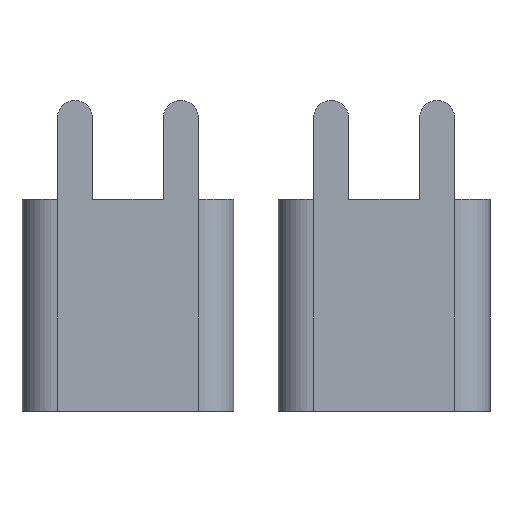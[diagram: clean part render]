
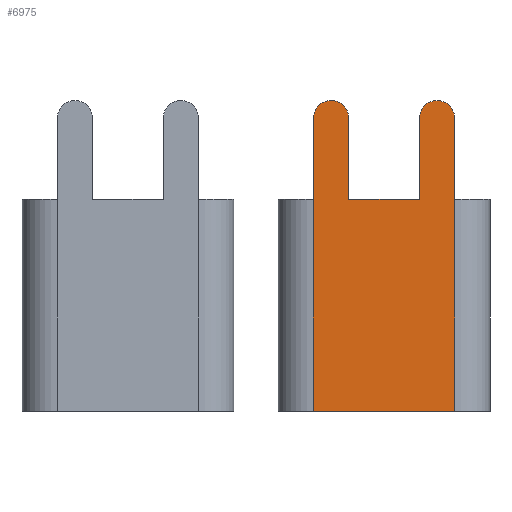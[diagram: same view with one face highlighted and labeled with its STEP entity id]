
A CAD part, left-side view. The second image highlights one B-rep face of the part: STEP entity #6975.
In plain terms, the highlighted planar face has unit normal (-1, 0, 0).
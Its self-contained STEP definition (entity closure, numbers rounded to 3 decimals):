
#72=PLANE('',#7314);
#277=FACE_OUTER_BOUND('',#595,.T.);
#595=EDGE_LOOP('',(#4654,#4655,#4656,#4657,#4658,#4659,#4660,#4661,#4662,
#4663,#4664,#4665));
#917=LINE('',#9947,#1713);
#918=LINE('',#9949,#1714);
#919=LINE('',#9950,#1715);
#920=LINE('',#9954,#1716);
#921=LINE('',#9956,#1717);
#922=LINE('',#9958,#1718);
#923=LINE('',#9960,#1719);
#924=LINE('',#9961,#1720);
#1713=VECTOR('',#7940,10.);
#1714=VECTOR('',#7941,10.);
#1715=VECTOR('',#7942,10.);
#1716=VECTOR('',#7945,10.);
#1717=VECTOR('',#7946,10.);
#1718=VECTOR('',#7947,10.);
#1719=VECTOR('',#7948,10.);
#1720=VECTOR('',#7949,10.);
#2501=CIRCLE('',#7305,5.);
#2504=CIRCLE('',#7310,5.);
#2506=CIRCLE('',#7313,5.);
#2507=CIRCLE('',#7315,5.);
#2787=VERTEX_POINT('',#9916);
#2788=VERTEX_POINT('',#9917);
#2794=VERTEX_POINT('',#9933);
#2797=VERTEX_POINT('',#9940);
#2798=VERTEX_POINT('',#9942);
#2799=VERTEX_POINT('',#9946);
#2800=VERTEX_POINT('',#9948);
#2801=VERTEX_POINT('',#9951);
#2802=VERTEX_POINT('',#9953);
#2803=VERTEX_POINT('',#9955);
#2804=VERTEX_POINT('',#9957);
#2805=VERTEX_POINT('',#9959);
#3519=EDGE_CURVE('',#2787,#2788,#2501,.T.);
#3527=EDGE_CURVE('',#2788,#2794,#2504,.T.);
#3531=EDGE_CURVE('',#2797,#2798,#2506,.T.);
#3533=EDGE_CURVE('',#2799,#2787,#917,.T.);
#3534=EDGE_CURVE('',#2800,#2799,#918,.T.);
#3535=EDGE_CURVE('',#2800,#2798,#919,.T.);
#3536=EDGE_CURVE('',#2801,#2797,#2507,.T.);
#3537=EDGE_CURVE('',#2802,#2801,#920,.T.);
#3538=EDGE_CURVE('',#2803,#2802,#921,.T.);
#3539=EDGE_CURVE('',#2803,#2804,#922,.T.);
#3540=EDGE_CURVE('',#2805,#2804,#923,.T.);
#3541=EDGE_CURVE('',#2805,#2794,#924,.T.);
#4654=ORIENTED_EDGE('',*,*,#3519,.F.);
#4655=ORIENTED_EDGE('',*,*,#3533,.F.);
#4656=ORIENTED_EDGE('',*,*,#3534,.F.);
#4657=ORIENTED_EDGE('',*,*,#3535,.T.);
#4658=ORIENTED_EDGE('',*,*,#3531,.F.);
#4659=ORIENTED_EDGE('',*,*,#3536,.F.);
#4660=ORIENTED_EDGE('',*,*,#3537,.F.);
#4661=ORIENTED_EDGE('',*,*,#3538,.F.);
#4662=ORIENTED_EDGE('',*,*,#3539,.T.);
#4663=ORIENTED_EDGE('',*,*,#3540,.F.);
#4664=ORIENTED_EDGE('',*,*,#3541,.T.);
#4665=ORIENTED_EDGE('',*,*,#3527,.F.);
#6975=ADVANCED_FACE('',(#277),#72,.T.);
#7305=AXIS2_PLACEMENT_3D('',#9918,#7912,#7913);
#7310=AXIS2_PLACEMENT_3D('',#9934,#7927,#7928);
#7313=AXIS2_PLACEMENT_3D('',#9943,#7935,#7936);
#7314=AXIS2_PLACEMENT_3D('',#9945,#7938,#7939);
#7315=AXIS2_PLACEMENT_3D('',#9952,#7943,#7944);
#7912=DIRECTION('center_axis',(1.,0.,0.));
#7913=DIRECTION('ref_axis',(0.,0.707,0.707));
#7927=DIRECTION('center_axis',(1.,0.,0.));
#7928=DIRECTION('ref_axis',(0.,-0.707,0.707));
#7935=DIRECTION('center_axis',(1.,0.,0.));
#7936=DIRECTION('ref_axis',(0.,-0.707,0.707));
#7938=DIRECTION('center_axis',(-1.,0.,0.));
#7939=DIRECTION('ref_axis',(0.,-1.,0.));
#7940=DIRECTION('',(0.,0.,1.));
#7941=DIRECTION('',(0.,-1.,0.));
#7942=DIRECTION('',(0.,0.,1.));
#7943=DIRECTION('center_axis',(1.,0.,0.));
#7944=DIRECTION('ref_axis',(0.,0.707,0.707));
#7945=DIRECTION('',(0.,0.,1.));
#7946=DIRECTION('',(0.,0.,1.));
#7947=DIRECTION('',(0.,-1.,0.));
#7948=DIRECTION('',(0.,0.,-1.));
#7949=DIRECTION('',(0.,0.,1.));
#9916=CARTESIAN_POINT('',(0.,20.,83.));
#9917=CARTESIAN_POINT('',(0.,15.,88.));
#9918=CARTESIAN_POINT('Origin',(0.,15.,83.));
#9933=CARTESIAN_POINT('',(0.,10.,83.));
#9934=CARTESIAN_POINT('Origin',(0.,15.,83.));
#9940=CARTESIAN_POINT('',(0.,45.,88.));
#9942=CARTESIAN_POINT('',(0.,40.,83.));
#9943=CARTESIAN_POINT('Origin',(0.,45.,83.));
#9945=CARTESIAN_POINT('Origin',(0.,20.,78.));
#9946=CARTESIAN_POINT('',(0.,20.,60.));
#9947=CARTESIAN_POINT('',(0.,20.,78.));
#9948=CARTESIAN_POINT('',(0.,40.,60.));
#9949=CARTESIAN_POINT('',(0.,60.,60.));
#9950=CARTESIAN_POINT('',(0.,40.,60.));
#9951=CARTESIAN_POINT('',(0.,50.,83.));
#9952=CARTESIAN_POINT('Origin',(0.,45.,83.));
#9953=CARTESIAN_POINT('',(0.,50.,60.));
#9954=CARTESIAN_POINT('',(0.,50.,60.));
#9955=CARTESIAN_POINT('',(0.,50.,0.));
#9956=CARTESIAN_POINT('',(0.,50.,0.));
#9957=CARTESIAN_POINT('',(0.,10.,0.));
#9958=CARTESIAN_POINT('',(0.,60.,0.));
#9959=CARTESIAN_POINT('',(0.,10.,60.));
#9960=CARTESIAN_POINT('',(0.,10.,0.));
#9961=CARTESIAN_POINT('',(0.,10.,78.));
